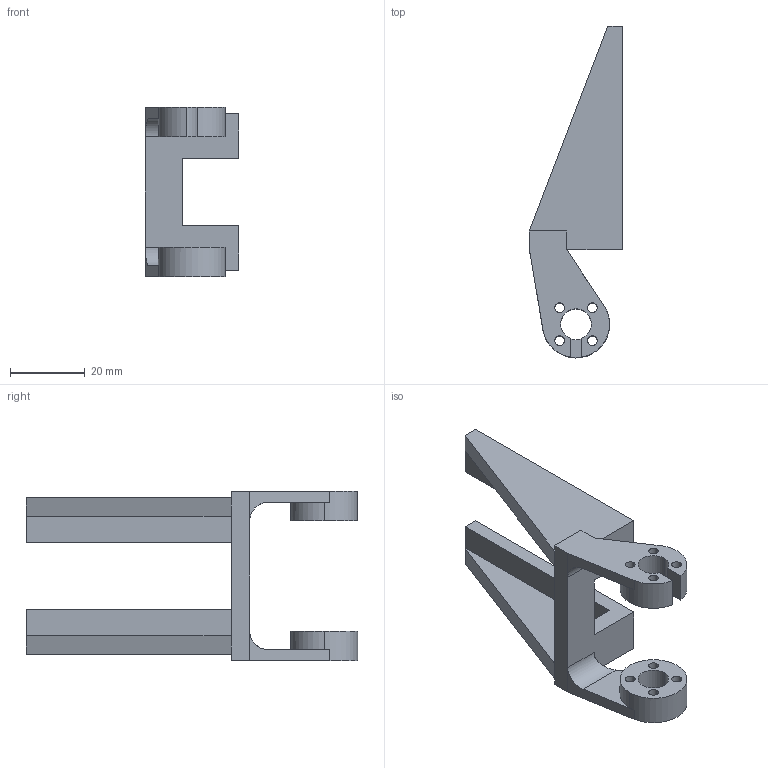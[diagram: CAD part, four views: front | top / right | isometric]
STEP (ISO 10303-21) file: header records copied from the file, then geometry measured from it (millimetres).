
FILE_DESCRIPTION (( 'STEP AP214' ), '1' );
FILE_NAME ('FCS4HAND2310_FINGER_EDGE_LH.STEP', '2023-11-07T01:27:14', ( '' ), ( '' ), 'SwSTEP 2.0', 'SolidWorks 2021', '' );
FILE_SCHEMA (( 'AUTOMOTIVE_DESIGN' ));
Length unit declared in the file: millimetre
Products named in the file (1): FCS4HAND2310_FINGER_EDGE_LH
Bounding box: 25 x 89 x 45.6 mm (x, y, z)
Volume: 19030.4 mm3; surface area: 11401.5 mm2
Topology: 1 solids, 1 shells, 62 faces, 170 edges, 110 vertices
Faces by surface type: plane 34, cylinder 28
Entity records: 2040 total; most frequent: CARTESIAN_POINT 355, DIRECTION 348, ORIENTED_EDGE 340, EDGE_CURVE 170, AXIS2_PLACEMENT_3D 119, LINE 110, VECTOR 110, VERTEX_POINT 110
